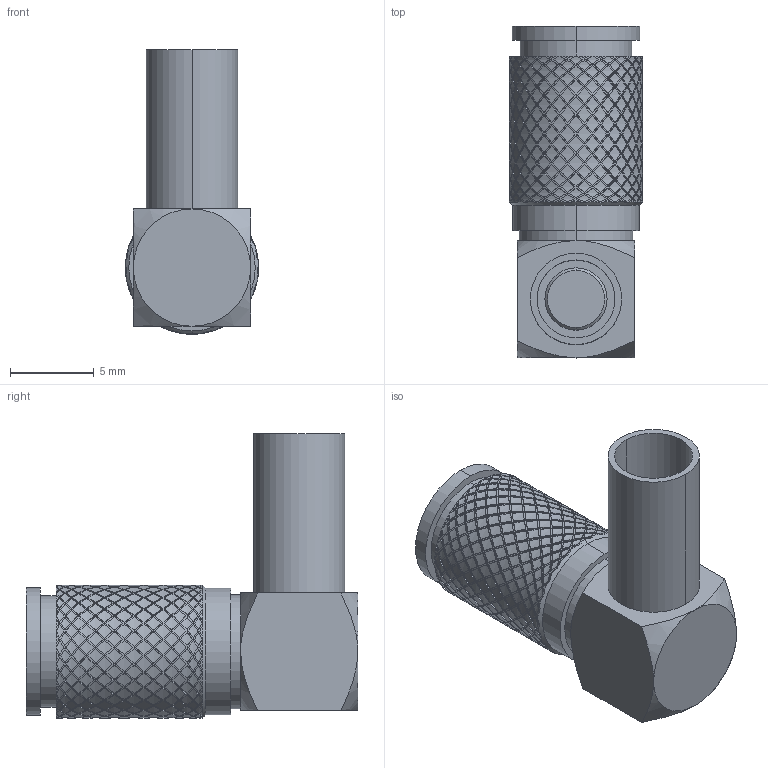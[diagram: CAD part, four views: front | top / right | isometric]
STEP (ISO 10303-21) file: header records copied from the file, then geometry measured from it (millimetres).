
FILE_DESCRIPTION((''),'2;1');
FILE_NAME('2','2021-09-09T',('Administrator'),(''),'PRO/ENGINEER BY PARAMETRIC TECHNOLOGY CORPORATION, 2012090','PRO/ENGINEER BY PARAMETRIC TECHNOLOGY CORPORATION, 2012090','');
FILE_SCHEMA(('CONFIG_CONTROL_DESIGN'));
Length unit declared in the file: millimetre
Products named in the file (1): 2
Bounding box: 7.95 x 19.8 x 16.98 mm (x, y, z)
Volume: 1020.7 mm3; surface area: 1134.7 mm2
Topology: 1 solids, 1 shells, 3460 faces, 8111 edges, 4660 vertices
Faces by surface type: bspline 2850, cylinder 520, plane 72, cone 18
Entity records: 251020 total; most frequent: CARTESIAN_POINT 195471, ORIENTED_EDGE 16218, EDGE_CURVE 8109, B_SPLINE_CURVE_WITH_KNOTS 6820, VERTEX_POINT 4660, EDGE_LOOP 3469, FACE_OUTER_BOUND 3460, ADVANCED_FACE 3460
